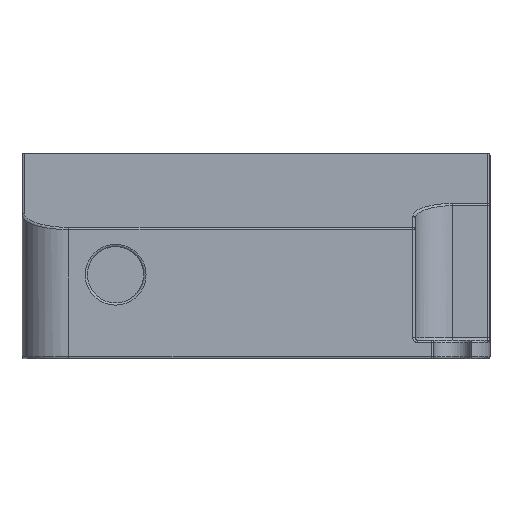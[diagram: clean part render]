
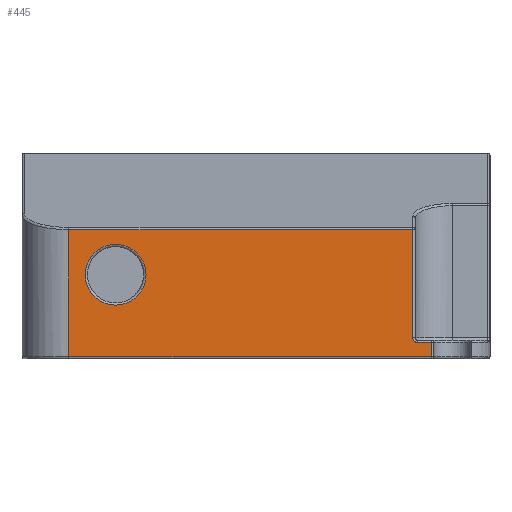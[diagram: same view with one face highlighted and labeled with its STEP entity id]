
A CAD part, left-side view. The second image highlights one B-rep face of the part: STEP entity #445.
In plain terms, the highlighted planar face has unit normal (-1, 0, 0).
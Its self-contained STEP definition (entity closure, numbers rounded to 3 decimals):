
#445 = ADVANCED_FACE( '', ( #1073, #1074 ), #1075, .F. );
#1073 = FACE_BOUND( '', #2029, .T. );
#1074 = FACE_OUTER_BOUND( '', #2030, .T. );
#1075 = PLANE( '', #2031 );
#2029 = EDGE_LOOP( '', ( #3839 ) );
#2030 = EDGE_LOOP( '', ( #3840, #3841, #3842, #3843, #3844, #3845, #3846 ) );
#2031 = AXIS2_PLACEMENT_3D( '', #3847, #3848, #3849 );
#3839 = ORIENTED_EDGE( '', *, *, #6176, .T. );
#3840 = ORIENTED_EDGE( '', *, *, #6177, .T. );
#3841 = ORIENTED_EDGE( '', *, *, #6178, .T. );
#3842 = ORIENTED_EDGE( '', *, *, #6179, .T. );
#3843 = ORIENTED_EDGE( '', *, *, #6110, .T. );
#3844 = ORIENTED_EDGE( '', *, *, #6046, .F. );
#3845 = ORIENTED_EDGE( '', *, *, #6180, .T. );
#3846 = ORIENTED_EDGE( '', *, *, #6101, .T. );
#3847 = CARTESIAN_POINT( '', ( -75., 25., 22. ) );
#3848 = DIRECTION( '', ( 1., 0., 0. ) );
#3849 = DIRECTION( '', ( 0., 0., -1. ) );
#6046 = EDGE_CURVE( '', #7089, #7091, #7092, .F. );
#6101 = EDGE_CURVE( '', #7167, #7171, #7173, .F. );
#6110 = EDGE_CURVE( '', #7186, #7091, #7187, .F. );
#6176 = EDGE_CURVE( '', #7291, #7291, #7292, .T. );
#6177 = EDGE_CURVE( '', #7171, #7293, #7294, .T. );
#6178 = EDGE_CURVE( '', #7293, #7295, #7296, .T. );
#6179 = EDGE_CURVE( '', #7295, #7186, #7297, .F. );
#6180 = EDGE_CURVE( '', #7089, #7167, #7298, .T. );
#7089 = VERTEX_POINT( '', #8936 );
#7091 = VERTEX_POINT( '', #8938 );
#7092 = CIRCLE( '', #8939, 0.5 );
#7167 = VERTEX_POINT( '', #9138 );
#7171 = VERTEX_POINT( '', #9143 );
#7173 = LINE( '', #9145, #9146 );
#7186 = VERTEX_POINT( '', #9163 );
#7187 = LINE( '', #9164, #9165 );
#7291 = VERTEX_POINT( '', #9411 );
#7292 = CIRCLE( '', #9412, 3.25 );
#7293 = VERTEX_POINT( '', #9413 );
#7294 = LINE( '', #9414, #9415 );
#7295 = VERTEX_POINT( '', #9416 );
#7296 = LINE( '', #9417, #9418 );
#7297 = LINE( '', #9419, #9420 );
#7298 = LINE( '', #9421, #9422 );
#8936 = CARTESIAN_POINT( '', ( -75., -16.75, 2.25 ) );
#8938 = CARTESIAN_POINT( '', ( -75., -17.25, 1.75 ) );
#8939 = AXIS2_PLACEMENT_3D( '', #11271, #11272, #11273 );
#9138 = CARTESIAN_POINT( '', ( -75., -16.75, 13.818 ) );
#9143 = CARTESIAN_POINT( '', ( -75., 20., 13.818 ) );
#9145 = CARTESIAN_POINT( '', ( -75., 25., 13.818 ) );
#9146 = VECTOR( '', #11312, 1000. );
#9163 = CARTESIAN_POINT( '', ( -75., -18.75, 1.75 ) );
#9164 = CARTESIAN_POINT( '', ( -75., -17., 1.75 ) );
#9165 = VECTOR( '', #11318, 1000. );
#9411 = CARTESIAN_POINT( '', ( -75., 15., 5.75 ) );
#9412 = AXIS2_PLACEMENT_3D( '', #11358, #11359, #11360 );
#9413 = CARTESIAN_POINT( '', ( -75., 20., 0.25 ) );
#9414 = CARTESIAN_POINT( '', ( -75., 20., 22. ) );
#9415 = VECTOR( '', #11361, 1000. );
#9416 = CARTESIAN_POINT( '', ( -75., -18.75, 0.25 ) );
#9417 = CARTESIAN_POINT( '', ( -75., 25., 0.25 ) );
#9418 = VECTOR( '', #11362, 1000. );
#9419 = CARTESIAN_POINT( '', ( -75., -18.75, 2. ) );
#9420 = VECTOR( '', #11363, 1000. );
#9421 = CARTESIAN_POINT( '', ( -75., -16.75, 22. ) );
#9422 = VECTOR( '', #11364, 1000. );
#11271 = CARTESIAN_POINT( '', ( -75., -17.25, 2.25 ) );
#11272 = DIRECTION( '', ( 1., 0., 0. ) );
#11273 = DIRECTION( '', ( 0., 0., -1. ) );
#11312 = DIRECTION( '', ( 0., -1., 0. ) );
#11318 = DIRECTION( '', ( 0., -1., 0. ) );
#11358 = CARTESIAN_POINT( '', ( -75., 15., 9. ) );
#11359 = DIRECTION( '', ( 1., 0., 0. ) );
#11360 = DIRECTION( '', ( 0., 0., -1. ) );
#11361 = DIRECTION( '', ( 0., 0., -1. ) );
#11362 = DIRECTION( '', ( 0., -1., 0. ) );
#11363 = DIRECTION( '', ( 0., 0., -1. ) );
#11364 = DIRECTION( '', ( 0., 0., 1. ) );
